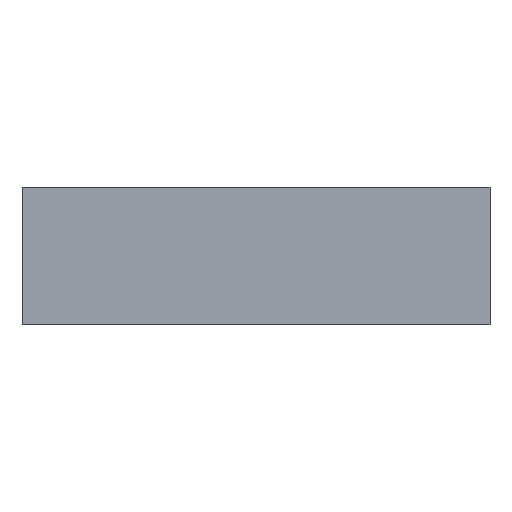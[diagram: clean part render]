
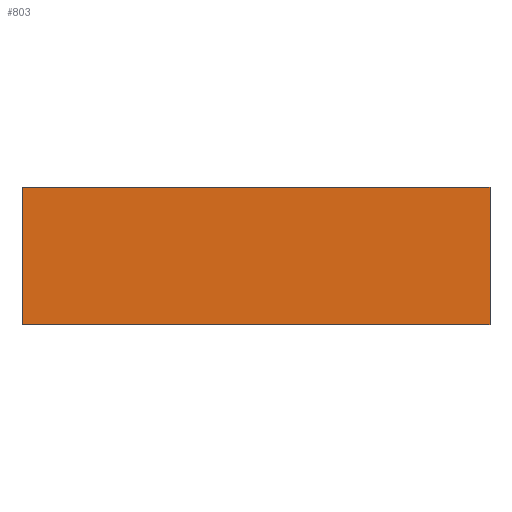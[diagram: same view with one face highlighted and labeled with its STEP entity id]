
A CAD part, top view. The second image highlights one B-rep face of the part: STEP entity #803.
In plain terms, the highlighted planar face has unit normal (0, 0, 1).
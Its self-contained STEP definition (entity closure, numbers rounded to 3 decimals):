
#790=AXIS2_PLACEMENT_3D('Plane Axis2P3D',#787,#788,#789) ;
#99=CARTESIAN_POINT('Vertex',(0.,0.,24.8)) ;
#102=CARTESIAN_POINT('Line Origine',(0.,1.4,24.8)) ;
#106=CARTESIAN_POINT('Vertex',(0.,2.8,24.8)) ;
#748=CARTESIAN_POINT('Vertex',(9.5,0.,24.8)) ;
#751=CARTESIAN_POINT('Line Origine',(4.75,0.,24.8)) ;
#768=CARTESIAN_POINT('Line Origine',(4.75,2.8,24.8)) ;
#772=CARTESIAN_POINT('Vertex',(9.5,2.8,24.8)) ;
#787=CARTESIAN_POINT('Axis2P3D Location',(0.,2.5,24.8)) ;
#792=CARTESIAN_POINT('Line Origine',(9.5,1.4,24.8)) ;
#103=DIRECTION('Vector Direction',(0.,1.,0.)) ;
#752=DIRECTION('Vector Direction',(1.,0.,0.)) ;
#769=DIRECTION('Vector Direction',(1.,0.,0.)) ;
#788=DIRECTION('Axis2P3D Direction',(0.,0.,1.)) ;
#789=DIRECTION('Axis2P3D XDirection',(1.,0.,0.)) ;
#793=DIRECTION('Vector Direction',(0.,1.,0.)) ;
#104=VECTOR('Line Direction',#103,1.) ;
#753=VECTOR('Line Direction',#752,1.) ;
#770=VECTOR('Line Direction',#769,1.) ;
#794=VECTOR('Line Direction',#793,1.) ;
#798=ORIENTED_EDGE('',*,*,#774,.F.) ;
#799=ORIENTED_EDGE('',*,*,#108,.F.) ;
#800=ORIENTED_EDGE('',*,*,#755,.T.) ;
#801=ORIENTED_EDGE('',*,*,#796,.T.) ;
#803=ADVANCED_FACE('KU',(#802),#791,.T.) ;
#108=EDGE_CURVE('',#100,#107,#105,.T.) ;
#755=EDGE_CURVE('',#100,#749,#754,.T.) ;
#774=EDGE_CURVE('',#107,#773,#771,.T.) ;
#796=EDGE_CURVE('',#749,#773,#795,.T.) ;
#797=EDGE_LOOP('',(#798,#799,#800,#801)) ;
#802=FACE_OUTER_BOUND('',#797,.T.) ;
#105=LINE('Line',#102,#104) ;
#754=LINE('Line',#751,#753) ;
#771=LINE('Line',#768,#770) ;
#795=LINE('Line',#792,#794) ;
#791=PLANE('',#790) ;
#100=VERTEX_POINT('',#99) ;
#107=VERTEX_POINT('',#106) ;
#749=VERTEX_POINT('',#748) ;
#773=VERTEX_POINT('',#772) ;
